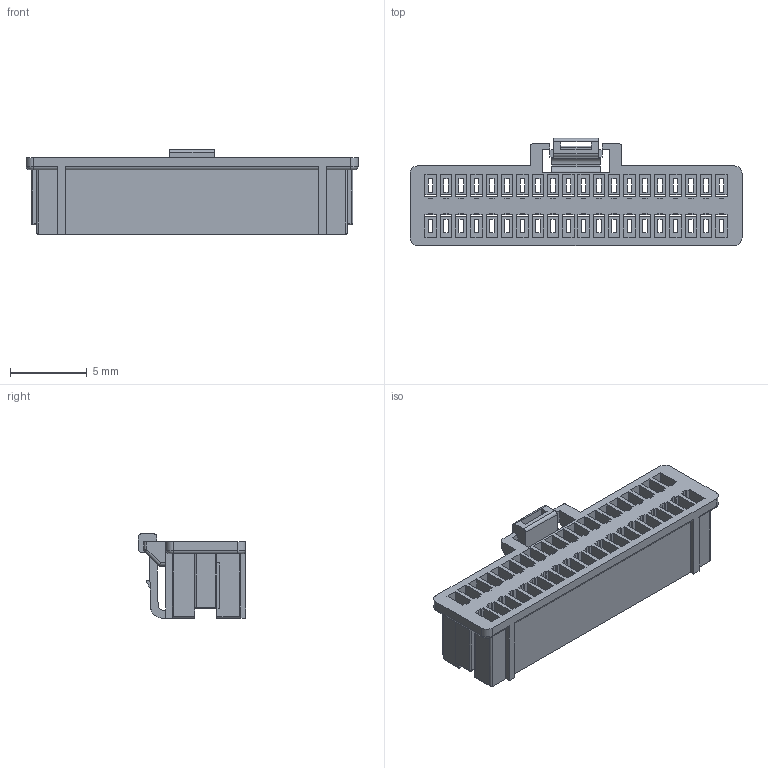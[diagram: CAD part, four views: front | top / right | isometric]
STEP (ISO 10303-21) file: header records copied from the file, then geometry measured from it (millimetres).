
FILE_DESCRIPTION (( 'STEP AP214' ), '1' );
FILE_NAME ('FHG10007-D40M2WHB-REF .STEP', '2025-11-05T08:36:25', ( '' ), ( '' ), 'SwSTEP 2.0', 'SolidWorks 2021', '' );
FILE_SCHEMA (( 'AUTOMOTIVE_DESIGN' ));
Length unit declared in the file: millimetre
Products named in the file (1): FHG10007-D40M2WHB-REF 
Bounding box: 21.7 x 7 x 5.5 mm (x, y, z)
Volume: 220.5 mm3; surface area: 1604 mm2
Topology: 1 solids, 1 shells, 1145 faces, 3274 edges, 2084 vertices
Faces by surface type: plane 1086, cylinder 49, sphere 6, torus 4
Entity records: 36572 total; most frequent: ORIENTED_EDGE 6536, CARTESIAN_POINT 6534, DIRECTION 5632, EDGE_CURVE 3268, LINE 3172, VECTOR 3172, VERTEX_POINT 2084, EDGE_LOOP 1266
